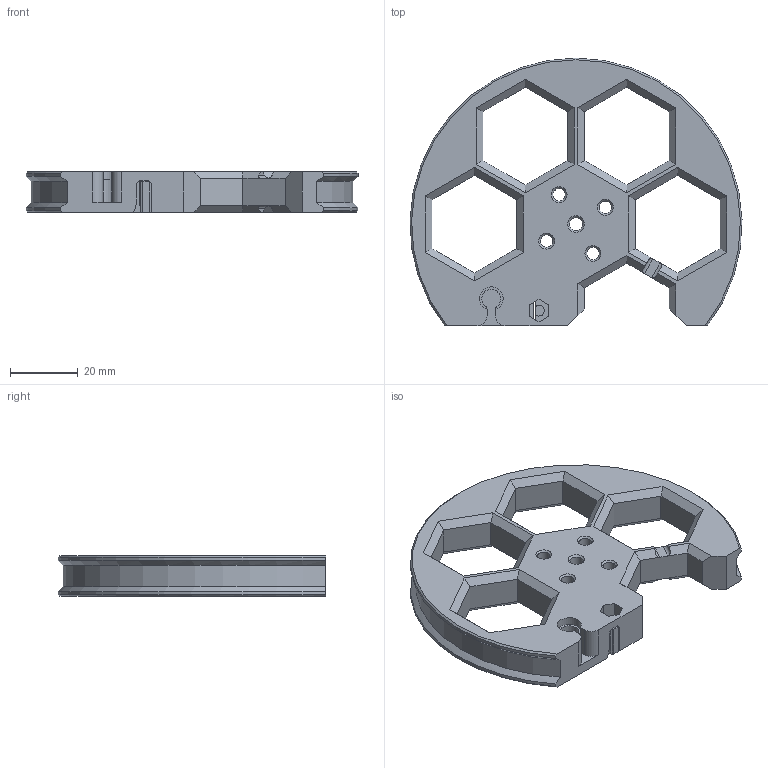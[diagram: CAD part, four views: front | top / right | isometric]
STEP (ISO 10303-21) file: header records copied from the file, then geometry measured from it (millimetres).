
FILE_DESCRIPTION(/* description */ ('Alibre Inc.'),/* implementation_level */ '2;1');
FILE_NAME(/* name */ 'export0',/* time_stamp */ '2015-07-11T14:28:36+12:00',/* author */ (''),/* organization */ (''),/* preprocessor_version */ 'ST-DEVELOPER v14',/* originating_system */ 'Alibre',/* authorisation */ '');
FILE_SCHEMA (('CONFIG_CONTROL_DESIGN'));
Length unit declared in the file: centimetre
Products named in the file (1): ID_1
Bounding box: 97.96 x 79 x 12 mm (x, y, z)
Volume: 41531.9 mm3; surface area: 16636.9 mm2
Topology: 1 solids, 1 shells, 220 faces, 586 edges, 366 vertices
Faces by surface type: plane 184, cylinder 20, cone 16
Full cylindrical faces by diameter (mm): 3.7 x4, 3.9 x1
Entity records: 6371 total; most frequent: CARTESIAN_POINT 1152, ORIENTED_EDGE 1142, DIRECTION 833, EDGE_CURVE 571, VECTOR 484, LINE 484, VERTEX_POINT 366, AXIS2_PLACEMENT_3D 260
